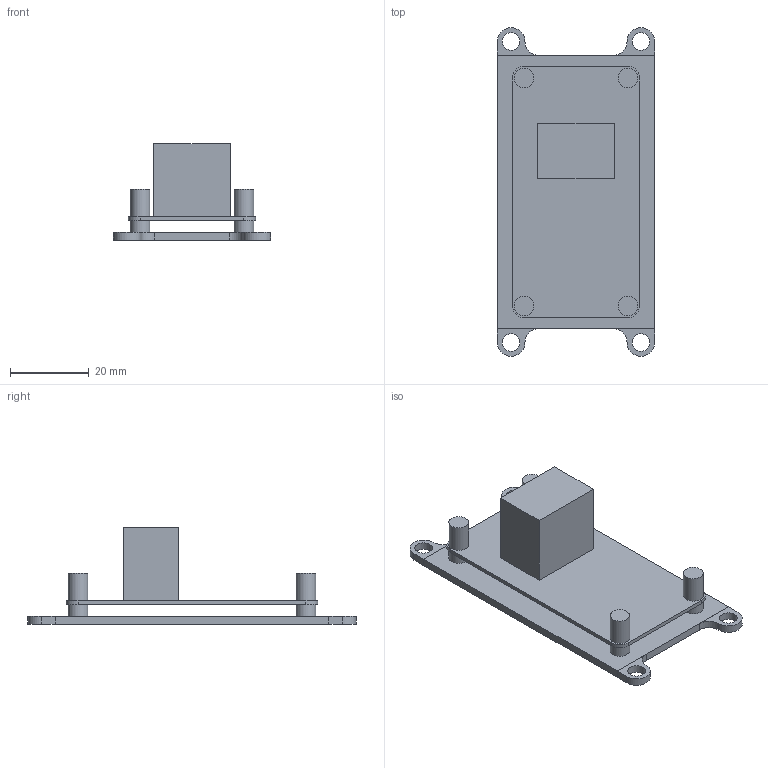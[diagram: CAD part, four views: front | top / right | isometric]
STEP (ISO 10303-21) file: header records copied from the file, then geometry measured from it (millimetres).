
FILE_DESCRIPTION(('STEP AP242'), '1');
FILE_NAME('assemblyPlankACDCAdapter', '', ('UNSPECIFIED'), ('UNSPECIFIED'), 'C3D Converter', 'C3D Toolkit', '');
FILE_SCHEMA(('AP242_MANAGED_MODEL_BASED_3D_ENGINEERING_MIM_LF { 1 0 10303 442 1 1 4 }'));
Length unit declared in the file: millimetre
Assembly tree (10 placements, depth 2):
  (unnamed)
    (unnamed)
    (unnamed)
    (unnamed)  x4
    (unnamed)  x4
Bounding box: 40 x 83.6 x 24.6 mm (x, y, z)
Volume: 13743.6 mm3; surface area: 13374.1 mm2
Topology: 10 solids, 10 shells, 89 faces, 168 edges, 112 vertices
Faces by surface type: plane 53, cylinder 36
Full cylindrical faces by diameter (mm): 2.8 x4, 3 x8, 4.5 x4, 5 x8
Entity records: 1735 total; most frequent: DIRECTION 260, CARTESIAN_POINT 224, ORIENTED_EDGE 180, AXIS2_PLACEMENT_3D 106, EDGE_CURVE 90, EDGE_LOOP 88, VERTEX_POINT 70, FACE_BOUND 58
